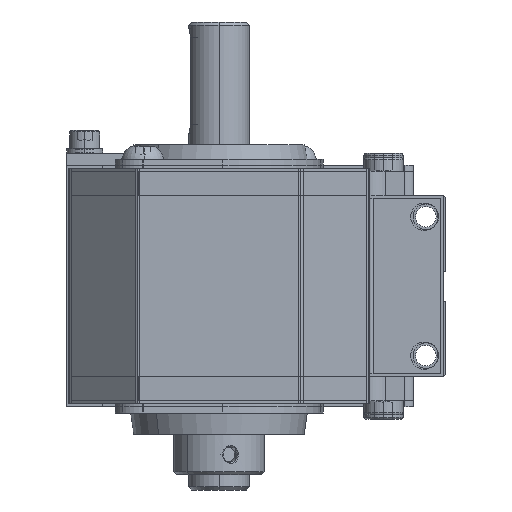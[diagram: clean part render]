
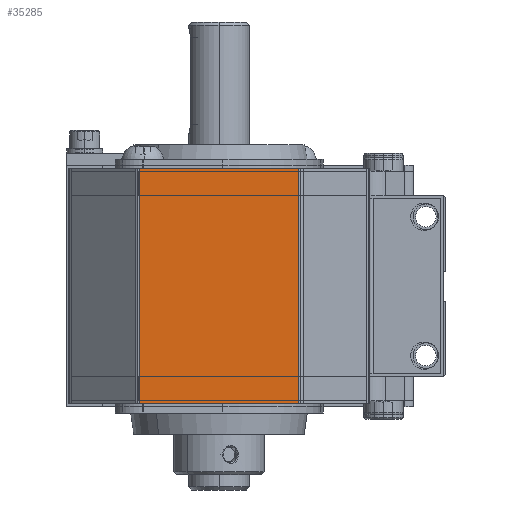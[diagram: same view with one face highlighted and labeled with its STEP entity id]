
A CAD part, left-side view. The second image highlights one B-rep face of the part: STEP entity #35285.
In plain terms, the highlighted face is planar.
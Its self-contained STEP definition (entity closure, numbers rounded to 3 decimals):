
#5594 = VERTEX_POINT ( 'NONE', #27926 ) ;
#5602 = VERTEX_POINT ( 'NONE', #27914 ) ;
#5611 = VERTEX_POINT ( 'NONE', #27896 ) ;
#6345 = CARTESIAN_POINT ( 'NONE',  ( 103., 100.738, 0. ) ) ;
#6347 = DIRECTION ( 'NONE',  ( 0., 1., 0. ) ) ;
#6973 = LINE ( 'NONE', #6345, #6976 ) ;
#6976 = VECTOR ( 'NONE', #6347, 1000. ) ;
#7277 = LINE ( 'NONE', #35979, #7280 ) ;
#7280 = VECTOR ( 'NONE', #35980, 1000. ) ;
#8833 = AXIS2_PLACEMENT_3D ( 'NONE', #40366, #40370, #40371 ) ;
#12048 = EDGE_LOOP ( 'NONE', ( #28492, #28441, #28528, #28874 ) ) ;
#14916 = EDGE_CURVE ( 'NONE', #5594, #5602, #46807, .T. ) ;
#14992 = EDGE_CURVE ( 'NONE', #5602, #30946, #46869, .T. ) ;
#27375 = EDGE_CURVE ( 'NONE', #5611, #30946, #6973, .T. ) ;
#27560 = EDGE_CURVE ( 'NONE', #5594, #5611, #7277, .T. ) ;
#27896 = CARTESIAN_POINT ( 'NONE',  ( 103., 47.081, 0. ) ) ;
#27914 = CARTESIAN_POINT ( 'NONE',  ( 103., 99.909, 78. ) ) ;
#27926 = CARTESIAN_POINT ( 'NONE',  ( 103., 47.081, 78. ) ) ;
#28441 = ORIENTED_EDGE ( 'NONE', *, *, #14992, .F. ) ;
#28492 = ORIENTED_EDGE ( 'NONE', *, *, #27375, .T. ) ;
#28528 = ORIENTED_EDGE ( 'NONE', *, *, #14916, .F. ) ;
#28874 = ORIENTED_EDGE ( 'NONE', *, *, #27560, .T. ) ;
#30946 = VERTEX_POINT ( 'NONE', #36248 ) ;
#35285 = ADVANCED_FACE ( 'NONE', ( #40193 ), #40368, .F. ) ;
#35979 = CARTESIAN_POINT ( 'NONE',  ( 103., 47.081, 78. ) ) ;
#35980 = DIRECTION ( 'NONE',  ( 0., 0., -1. ) ) ;
#36248 = CARTESIAN_POINT ( 'NONE',  ( 103., 99.909, 0. ) ) ;
#40193 = FACE_OUTER_BOUND ( 'NONE', #12048, .T. ) ;
#40366 = CARTESIAN_POINT ( 'NONE',  ( 103., 100.738, 78. ) ) ;
#40368 = PLANE ( 'NONE',  #8833 ) ;
#40370 = DIRECTION ( 'NONE',  ( -1., 0., 0. ) ) ;
#40371 = DIRECTION ( 'NONE',  ( 0., 0., 1. ) ) ;
#46807 = LINE ( 'NONE', #48110, #46816 ) ;
#46816 = VECTOR ( 'NONE', #48106, 1000. ) ;
#46869 = LINE ( 'NONE', #48204, #46878 ) ;
#46878 = VECTOR ( 'NONE', #48213, 1000. ) ;
#48106 = DIRECTION ( 'NONE',  ( 0., 1., 0. ) ) ;
#48110 = CARTESIAN_POINT ( 'NONE',  ( 103., 100.738, 78. ) ) ;
#48204 = CARTESIAN_POINT ( 'NONE',  ( 103., 99.909, 78. ) ) ;
#48213 = DIRECTION ( 'NONE',  ( 0., 0., -1. ) ) ;
